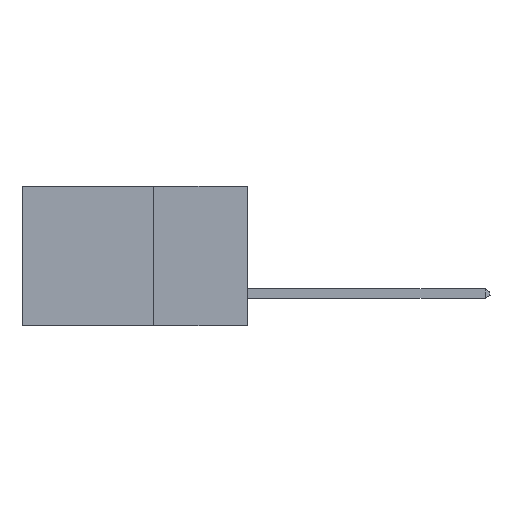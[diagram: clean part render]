
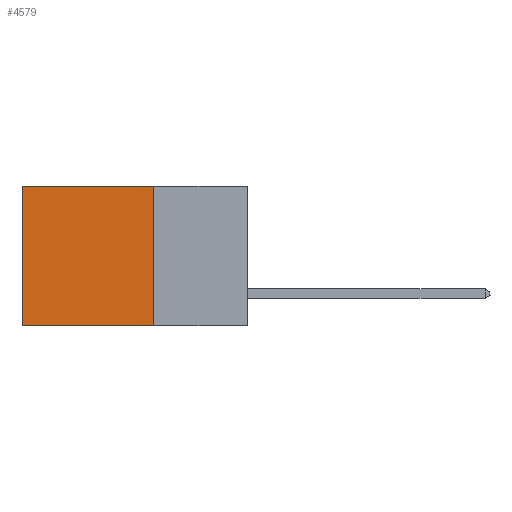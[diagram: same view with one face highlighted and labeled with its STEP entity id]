
A CAD part, left-side view. The second image highlights one B-rep face of the part: STEP entity #4579.
In plain terms, the highlighted planar face has unit normal (-1, 0, 0).
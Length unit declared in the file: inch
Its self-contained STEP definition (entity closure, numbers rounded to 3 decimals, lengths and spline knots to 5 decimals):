
#501 = ORIENTED_EDGE ( 'NONE', *, *, #9200, .T. ) ;
#1724 = PLANE ( 'NONE',  #13229 ) ;
#2957 = LINE ( 'NONE', #4247, #14566 ) ;
#3575 = VECTOR ( 'NONE', #5945, 39.37008 ) ;
#3655 = CARTESIAN_POINT ( 'NONE',  ( 0.298, 0.6, 0. ) ) ;
#4247 = CARTESIAN_POINT ( 'NONE',  ( 0.298, 0.25, 0. ) ) ;
#4289 = ORIENTED_EDGE ( 'NONE', *, *, #10887, .F. ) ;
#4386 = ORIENTED_EDGE ( 'NONE', *, *, #9690, .T. ) ;
#4451 = VERTEX_POINT ( 'NONE', #8271 ) ;
#4579 = ADVANCED_FACE ( 'NONE', ( #9994 ), #1724, .F. ) ;
#4617 = EDGE_CURVE ( 'NONE', #6228, #4451, #2957, .T. ) ;
#4853 = CARTESIAN_POINT ( 'NONE',  ( 0.298, 0.25, 0. ) ) ;
#5173 = DIRECTION ( 'NONE',  ( 1., 0., 0. ) ) ;
#5703 = DIRECTION ( 'NONE',  ( 0., 0., -1. ) ) ;
#5945 = DIRECTION ( 'NONE',  ( 0., 1., 0. ) ) ;
#6228 = VERTEX_POINT ( 'NONE', #14642 ) ;
#6472 = VERTEX_POINT ( 'NONE', #7798 ) ;
#7273 = LINE ( 'NONE', #4853, #3575 ) ;
#7557 = LINE ( 'NONE', #14401, #12850 ) ;
#7798 = CARTESIAN_POINT ( 'NONE',  ( 0.298, 0.6, 0. ) ) ;
#8271 = CARTESIAN_POINT ( 'NONE',  ( 0.298, 0.25, -0.37 ) ) ;
#8831 = VECTOR ( 'NONE', #13569, 39.37008 ) ;
#9170 = LINE ( 'NONE', #3655, #8831 ) ;
#9200 = EDGE_CURVE ( 'NONE', #6228, #6472, #7273, .T. ) ;
#9589 = CARTESIAN_POINT ( 'NONE',  ( 0.298, 0.25, 0. ) ) ;
#9690 = EDGE_CURVE ( 'NONE', #6472, #12541, #9170, .T. ) ;
#9827 = DIRECTION ( 'NONE',  ( 0., 1., 0. ) ) ;
#9994 = FACE_OUTER_BOUND ( 'NONE', #10546, .T. ) ;
#10546 = EDGE_LOOP ( 'NONE', ( #4386, #4289, #13959, #501 ) ) ;
#10887 = EDGE_CURVE ( 'NONE', #4451, #12541, #7557, .T. ) ;
#12071 = CARTESIAN_POINT ( 'NONE',  ( 0.298, 0.6, -0.37 ) ) ;
#12541 = VERTEX_POINT ( 'NONE', #12071 ) ;
#12850 = VECTOR ( 'NONE', #9827, 39.37008 ) ;
#13229 = AXIS2_PLACEMENT_3D ( 'NONE', #9589, #5173, #14113 ) ;
#13569 = DIRECTION ( 'NONE',  ( 0., 0., -1. ) ) ;
#13959 = ORIENTED_EDGE ( 'NONE', *, *, #4617, .F. ) ;
#14113 = DIRECTION ( 'NONE',  ( 0., 0., -1. ) ) ;
#14401 = CARTESIAN_POINT ( 'NONE',  ( 0.298, 0.25, -0.37 ) ) ;
#14566 = VECTOR ( 'NONE', #5703, 39.37008 ) ;
#14642 = CARTESIAN_POINT ( 'NONE',  ( 0.298, 0.25, 0. ) ) ;
